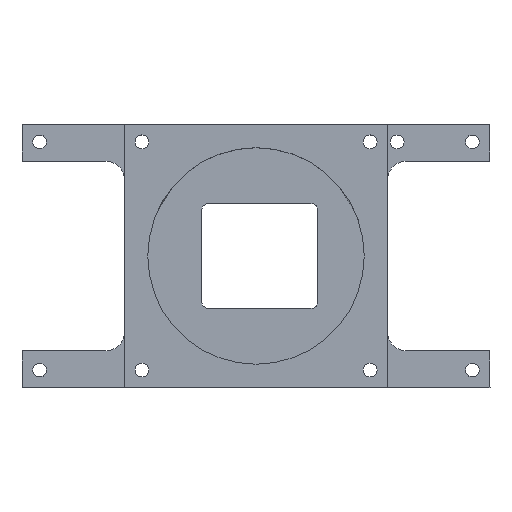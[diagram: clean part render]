
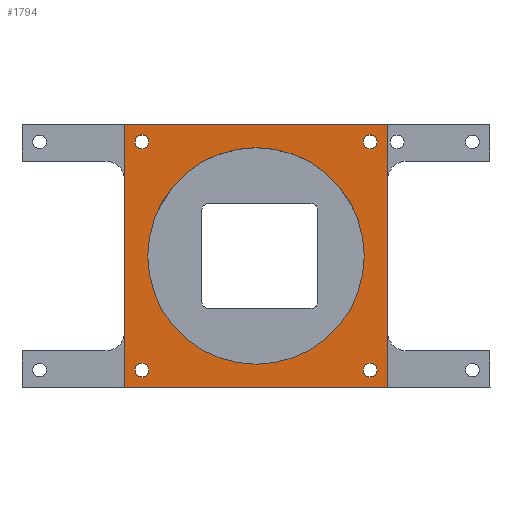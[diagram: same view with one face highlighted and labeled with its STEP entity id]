
A CAD part, top view. The second image highlights one B-rep face of the part: STEP entity #1794.
In plain terms, the highlighted face is planar.
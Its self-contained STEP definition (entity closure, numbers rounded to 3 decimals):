
#91=FACE_BOUND('',#275,.T.);
#92=FACE_BOUND('',#276,.T.);
#93=FACE_BOUND('',#277,.T.);
#94=FACE_BOUND('',#278,.T.);
#95=FACE_BOUND('',#279,.T.);
#164=FACE_OUTER_BOUND('',#274,.T.);
#274=EDGE_LOOP('',(#1415,#1416,#1417,#1418));
#275=EDGE_LOOP('',(#1419));
#276=EDGE_LOOP('',(#1420));
#277=EDGE_LOOP('',(#1421));
#278=EDGE_LOOP('',(#1422));
#279=EDGE_LOOP('',(#1423));
#361=CIRCLE('',#1886,1.5);
#363=CIRCLE('',#1889,1.5);
#365=CIRCLE('',#1892,1.5);
#367=CIRCLE('',#1895,1.5);
#397=CIRCLE('',#1945,23.5);
#476=LINE('',#2688,#640);
#480=LINE('',#2697,#644);
#491=LINE('',#2727,#655);
#495=LINE('',#2738,#659);
#640=VECTOR('',#2131,57.15);
#644=VECTOR('',#2139,57.15);
#655=VECTOR('',#2168,57.15);
#659=VECTOR('',#2182,57.15);
#808=VERTEX_POINT('',#2685);
#809=VERTEX_POINT('',#2687);
#811=VERTEX_POINT('',#2694);
#812=VERTEX_POINT('',#2696);
#825=VERTEX_POINT('',#2740);
#827=VERTEX_POINT('',#2745);
#829=VERTEX_POINT('',#2750);
#831=VERTEX_POINT('',#2755);
#877=VERTEX_POINT('',#2885);
#994=EDGE_CURVE('',#808,#809,#476,.T.);
#999=EDGE_CURVE('',#811,#812,#480,.T.);
#1014=EDGE_CURVE('',#812,#808,#491,.T.);
#1020=EDGE_CURVE('',#809,#811,#495,.T.);
#1021=EDGE_CURVE('',#825,#825,#361,.T.);
#1023=EDGE_CURVE('',#827,#827,#363,.T.);
#1025=EDGE_CURVE('',#829,#829,#365,.T.);
#1027=EDGE_CURVE('',#831,#831,#367,.T.);
#1091=EDGE_CURVE('',#877,#877,#397,.T.);
#1415=ORIENTED_EDGE('',*,*,#999,.F.);
#1416=ORIENTED_EDGE('',*,*,#1020,.F.);
#1417=ORIENTED_EDGE('',*,*,#994,.F.);
#1418=ORIENTED_EDGE('',*,*,#1014,.F.);
#1419=ORIENTED_EDGE('',*,*,#1091,.F.);
#1420=ORIENTED_EDGE('',*,*,#1027,.F.);
#1421=ORIENTED_EDGE('',*,*,#1021,.F.);
#1422=ORIENTED_EDGE('',*,*,#1025,.F.);
#1423=ORIENTED_EDGE('',*,*,#1023,.F.);
#1723=PLANE('',#1944);
#1794=ADVANCED_FACE('',(#164,#91,#92,#93,#94,#95),#1723,.T.);
#1886=AXIS2_PLACEMENT_3D('',#2741,#2185,#2186);
#1889=AXIS2_PLACEMENT_3D('',#2746,#2191,#2192);
#1892=AXIS2_PLACEMENT_3D('',#2751,#2197,#2198);
#1895=AXIS2_PLACEMENT_3D('',#2756,#2203,#2204);
#1944=AXIS2_PLACEMENT_3D('',#2884,#2335,#2336);
#1945=AXIS2_PLACEMENT_3D('',#2886,#2337,#2338);
#2131=DIRECTION('',(0.,1.,0.));
#2139=DIRECTION('',(0.,-1.,0.));
#2168=DIRECTION('',(1.,0.,0.));
#2182=DIRECTION('',(-1.,0.,0.));
#2185=DIRECTION('center_axis',(0.,0.,
-1.));
#2186=DIRECTION('ref_axis',(0.471,-0.882,0.));
#2191=DIRECTION('center_axis',(0.,0.,
-1.));
#2192=DIRECTION('ref_axis',(0.471,-0.882,0.));
#2197=DIRECTION('center_axis',(0.,0.,
-1.));
#2198=DIRECTION('ref_axis',(0.471,-0.882,0.));
#2203=DIRECTION('center_axis',(0.,0.,
-1.));
#2204=DIRECTION('ref_axis',(0.471,-0.882,0.));
#2335=DIRECTION('center_axis',(0.,0.,-1.));
#2336=DIRECTION('ref_axis',(-1.,0.,0.));
#2337=DIRECTION('center_axis',(0.,0.,
-1.));
#2338=DIRECTION('ref_axis',(-0.882,-0.471,0.));
#2685=CARTESIAN_POINT('',(28.575,-28.575,-0.25));
#2687=CARTESIAN_POINT('',(28.575,28.575,-0.25));
#2688=CARTESIAN_POINT('',(28.575,-28.575,-0.25));
#2694=CARTESIAN_POINT('',(-28.575,28.575,-0.25));
#2696=CARTESIAN_POINT('',(-28.575,-28.575,-0.25));
#2697=CARTESIAN_POINT('',(-28.575,28.575,-0.25));
#2727=CARTESIAN_POINT('',(-28.575,-28.575,-0.25));
#2738=CARTESIAN_POINT('',(28.575,28.575,-0.25));
#2740=CARTESIAN_POINT('',(-24.765,-26.265,-0.25));
#2741=CARTESIAN_POINT('Origin',(-24.765,-24.765,-0.25));
#2745=CARTESIAN_POINT('',(24.765,-26.265,-0.25));
#2746=CARTESIAN_POINT('Origin',(24.765,-24.765,-0.25));
#2750=CARTESIAN_POINT('',(24.765,23.265,-0.25));
#2751=CARTESIAN_POINT('Origin',(24.765,24.765,-0.25));
#2755=CARTESIAN_POINT('',(-24.765,23.265,-0.25));
#2756=CARTESIAN_POINT('Origin',(-24.765,24.765,-0.25));
#2884=CARTESIAN_POINT('Origin',(0.,-28.575,-0.25));
#2885=CARTESIAN_POINT('',(-23.5,0.,-0.25));
#2886=CARTESIAN_POINT('Origin',(0.,0.,
-0.25));
